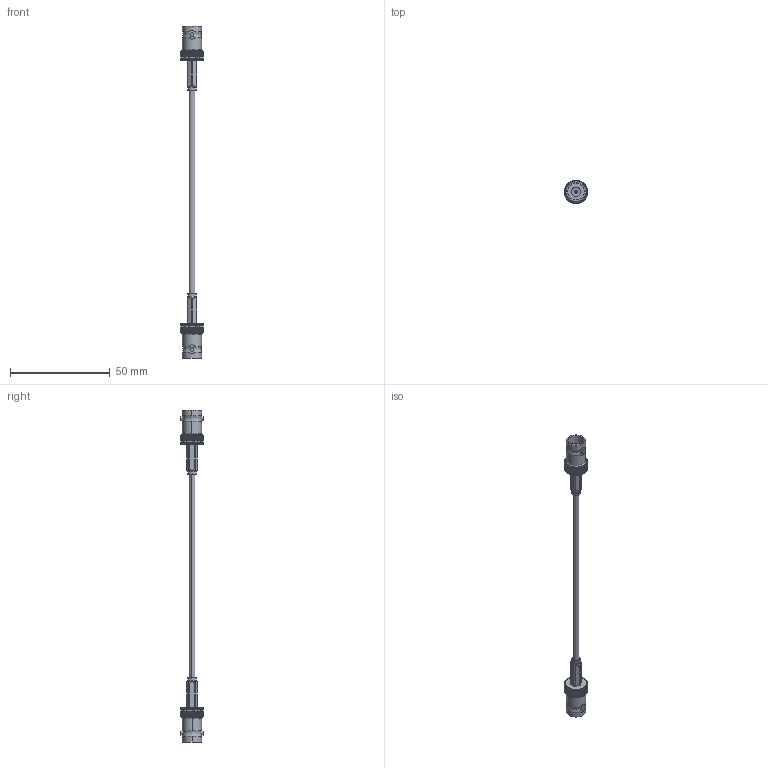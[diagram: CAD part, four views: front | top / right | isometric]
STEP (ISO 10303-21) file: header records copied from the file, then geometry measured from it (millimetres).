
FILE_DESCRIPTION (( 'STEP AP203' ), '1' );
FILE_NAME ('PE3C6575.step', '2020-09-09T16:40:14', ( '' ), ( '' ), 'SwSTEP 2.0', 'SolidWorks 2018', '' );
FILE_SCHEMA (( 'CONFIG_CONTROL_DESIGN' ));
Length unit declared in the file: inch
Products named in the file (3): PE4079^PE3C6575_Crimped; RG316-DS^PE3C6575_RG-316DS; PE3C6575
Assembly tree (3 placements, depth 2):
  PE3C6575
    RG316-DS^PE3C6575_RG-316DS
    PE4079^PE3C6575_Crimped  x2
Bounding box: 11.43 x 11.43 x 166.15 mm (x, y, z)
Volume: 3091.7 mm3; surface area: 5219.5 mm2
Topology: 11 solids, 11 shells, 2954 faces, 6482 edges, 3564 vertices
Faces by surface type: bspline 1582, cylinder 636, plane 546, cone 190
Entity records: 136497 total; most frequent: CARTESIAN_POINT 112877, ORIENTED_EDGE 6488, EDGE_CURVE 3244, DIRECTION 2469, B_SPLINE_CURVE_WITH_KNOTS 2027, VERTEX_POINT 1784, EDGE_LOOP 1494, ADVANCED_FACE 1479
